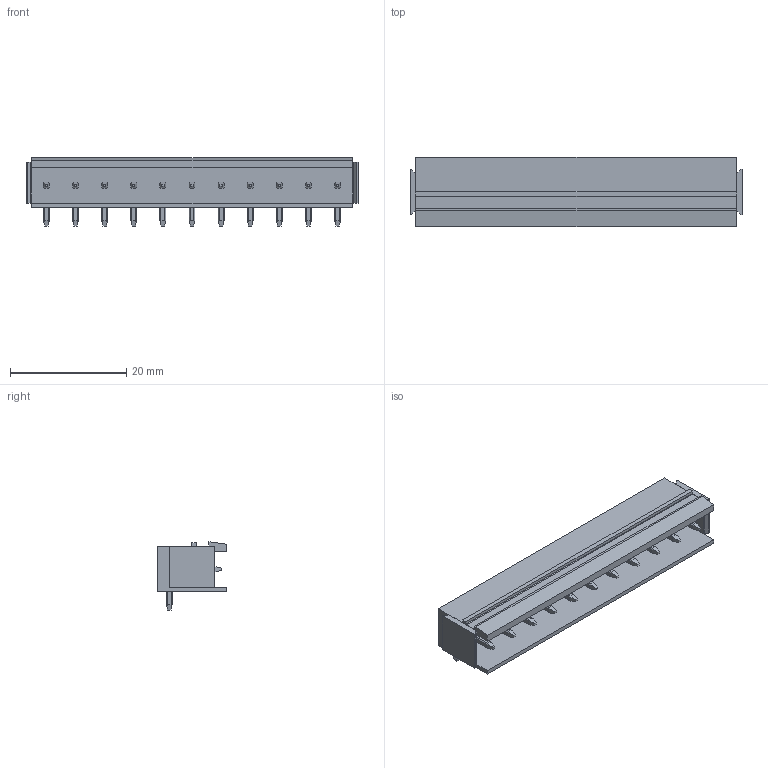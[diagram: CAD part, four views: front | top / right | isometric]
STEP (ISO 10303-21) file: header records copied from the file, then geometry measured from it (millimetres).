
FILE_DESCRIPTION(('CATIA V5 STEP Exchange','CAx-IF Rec.Pracs.--- Model Styling and Organization---1.2---2011-12-15'),'2;1');
FILE_NAME ('D1452922_0_1580950000_1580950000.stp','2018-10-13T04:40:57+00:00',('none'),('Weidmueller'),'CATIA Version 5-6 Release 2014','CATIA V5 STEP AP214','none');
FILE_SCHEMA(('AUTOMOTIVE_DESIGN { 1 0 10303 214 1 1 1 1 }'));
Length unit declared in the file: millimetre
Products named in the file (1): 1580950000
Bounding box: 57 x 12 x 11.7 mm (x, y, z)
Volume: 2565 mm3; surface area: 4359.9 mm2
Topology: 12 solids, 12 shells, 465 faces, 1223 edges, 782 vertices
Faces by surface type: plane 287, cylinder 178
Entity records: 12864 total; most frequent: CARTESIAN_POINT 3050, ORIENTED_EDGE 2446, DIRECTION 1249, EDGE_CURVE 1217, VERTEX_POINT 774, VECTOR 773, LINE 773, EDGE_LOOP 487
